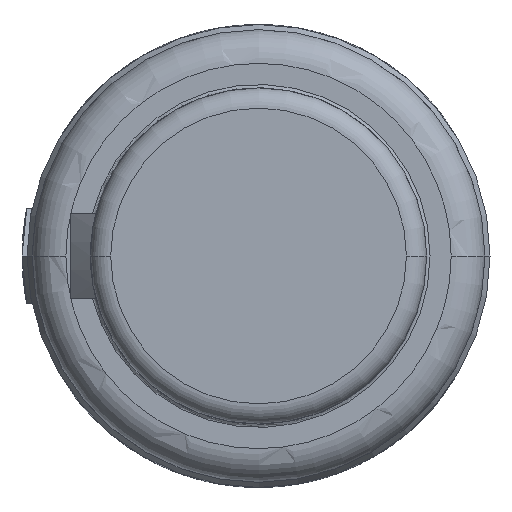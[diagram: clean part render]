
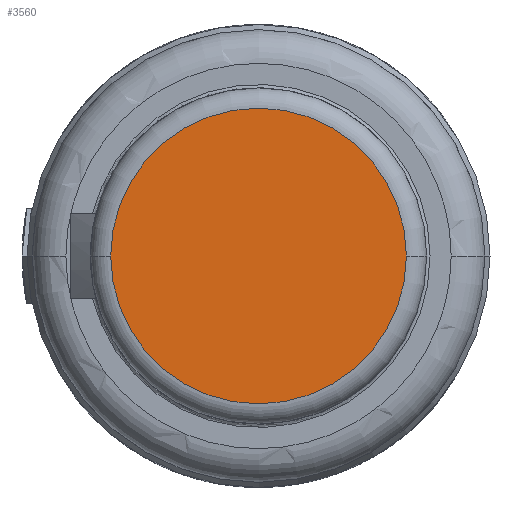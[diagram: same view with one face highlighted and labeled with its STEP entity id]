
A CAD part, left-side view. The second image highlights one B-rep face of the part: STEP entity #3560.
In plain terms, the highlighted planar face has unit normal (-1, 0, 0).
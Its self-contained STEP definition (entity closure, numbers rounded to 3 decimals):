
#1801=CARTESIAN_POINT('',(0.,0.,0.));
#1802=DIRECTION('',(-1.,0.,0.));
#1803=DIRECTION('',(0.,1.,0.));
#1804=AXIS2_PLACEMENT_3D('',#1801,#1802,#1803);
#1809=CARTESIAN_POINT('',(0.,0.,0.));
#1810=DIRECTION('',(1.,0.,0.));
#1811=DIRECTION('',(0.,1.,0.));
#1812=AXIS2_PLACEMENT_3D('',#1809,#1810,#1811);
#2454=CARTESIAN_POINT('',(0.,4.375,0.));
#2456=VERTEX_POINT('',#2454);
#2471=CARTESIAN_POINT('',(0.,-4.375,0.));
#2472=VERTEX_POINT('',#2471);
#3551=CARTESIAN_POINT('',(0.,0.,0.));
#3552=DIRECTION('',(1.,0.,0.));
#3553=DIRECTION('',(0.,-1.,0.));
#3554=AXIS2_PLACEMENT_3D('',#3551,#3552,#3553);
#3555=PLANE('',#3554);
#3556=ORIENTED_EDGE('',*,*,#3544,.F.);
#3557=ORIENTED_EDGE('',*,*,#3533,.T.);
#3558=EDGE_LOOP('',(#3556,#3557));
#3559=FACE_OUTER_BOUND('',#3558,.F.);
#1805=CIRCLE('',#1804,4.375);
#1813=CIRCLE('',#1812,4.375);
#3533=EDGE_CURVE('',#2456,#2472,#1813,.T.);
#3544=EDGE_CURVE('',#2456,#2472,#1805,.T.);
#3560=ADVANCED_FACE('',(#3559),#3555,.F.);
